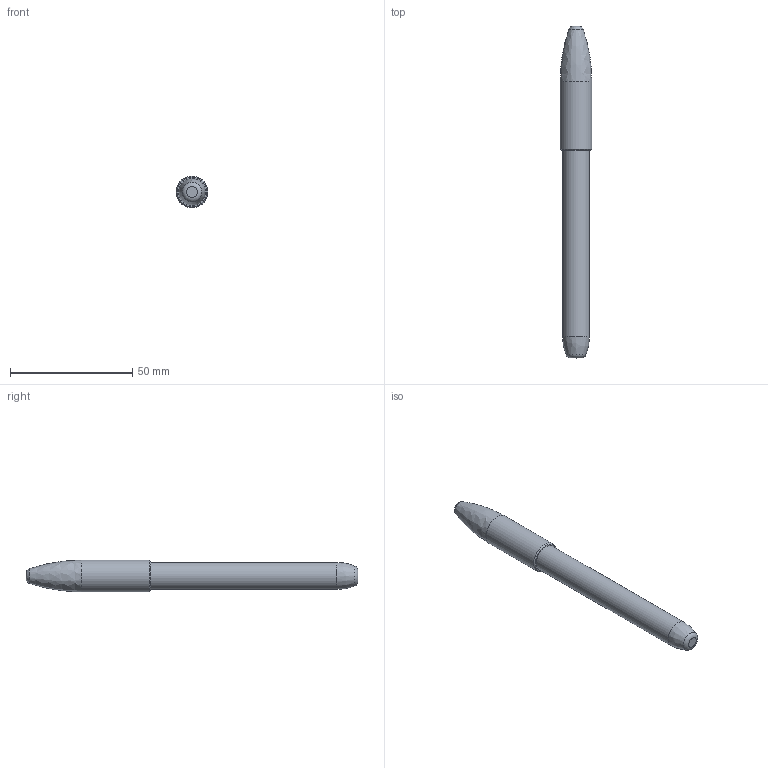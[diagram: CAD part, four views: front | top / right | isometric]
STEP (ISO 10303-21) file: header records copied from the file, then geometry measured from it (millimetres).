
FILE_DESCRIPTION(/* description */ (''),/* implementation_level */ '2;1');
FILE_NAME(/* name */ '27ca81e3-c09f-41d2-bcdf-fa4f21198213.stp',/* time_stamp */ '2017-02-13T14:12:03-06:00',/* author */ (''),/* organization */ (''),/* preprocessor_version */ 'ST-DEVELOPER v16.5',/* originating_system */ 'Autodesk Translation Framework v5.2.0.2920',/* authorisation */ '');
FILE_SCHEMA (('AUTOMOTIVE_DESIGN { 1 0 10303 214 3 1 1 }'));
Length unit declared in the file: millimetre
Products named in the file (1): Sharpie Marker v2
Bounding box: 13 x 136 x 13 mm (x, y, z)
Volume: 13649.6 mm3; surface area: 4884.8 mm2
Topology: 1 solids, 1 shells, 10 faces, 21 edges, 14 vertices
Faces by surface type: plane 3, bspline 3, cylinder 2, torus 1, cone 1
Full cylindrical faces by diameter (mm): 11 x1, 13 x1
Entity records: 347 total; most frequent: CARTESIAN_POINT 124, DIRECTION 42, ORIENTED_EDGE 32, AXIS2_PLACEMENT_3D 21, EDGE_CURVE 16, EDGE_LOOP 15, CIRCLE 13, VERTEX_POINT 13
